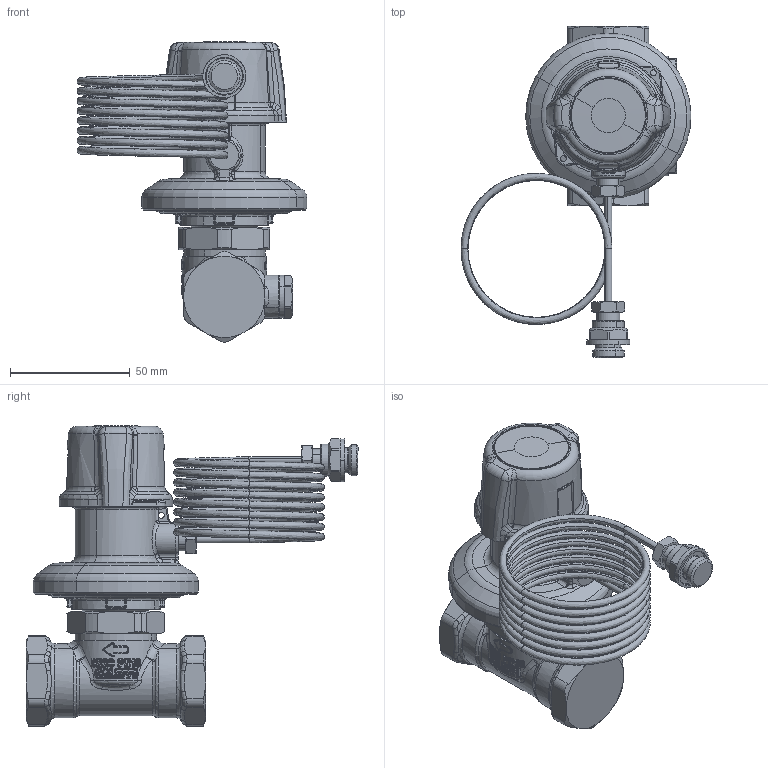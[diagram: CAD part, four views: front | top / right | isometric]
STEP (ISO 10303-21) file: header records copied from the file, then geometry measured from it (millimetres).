
FILE_DESCRIPTION(('CATIA V5 STEP Exchange','CAx-IF Rec.Pracs.--- Model Styling and Organization---1.4--- 2014-01-23','CAx-IF Rec.Pracs.---3D Tessellated Data Validation Properties---0.5---2014-09-14'),'2;1');
FILE_NAME('STEP_140352_-_TST.stp','2020-02-05T09:02:58+00:00',('none'),('none'),'CATIA Version 5-6 Release 2019 SP3','CATIA V5 STEP AP242 v1','none');
FILE_SCHEMA(('AP242_MANAGED_MODEL_BASED_3D_ENGINEERING_MIM_LF {1 0 10303 442 1 1 4}'));
Products named in the file (1): 140352 WSR - TST
Bounding box: 95.99 x 138.6 x 125.34 mm (x, y, z)
Volume: 226878.5 mm3; surface area: 48143.9 mm2
Topology: 1 solids, 1 shells, 1867 faces, 4356 edges, 2387 vertices
Faces by surface type: bspline 1065, cylinder 283, plane 174, cone 130, sphere 109, torus 101, revolution 5
Entity records: 108568 total; most frequent: CARTESIAN_POINT 77711, ORIENTED_EDGE 8434, EDGE_CURVE 4217, B_SPLINE_CURVE_WITH_KNOTS 2848, DIRECTION 2455, VERTEX_POINT 2387, EDGE_LOOP 1908, ADVANCED_FACE 1867
